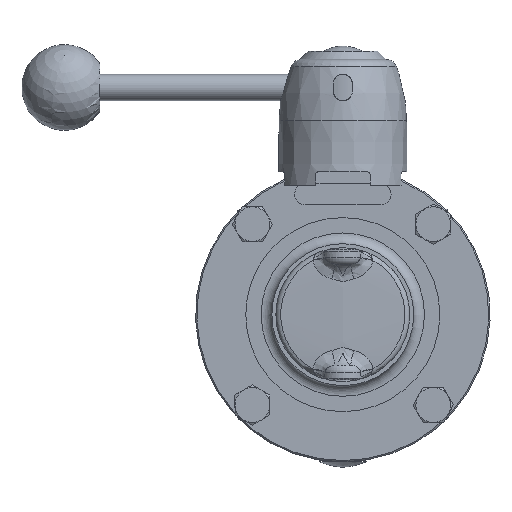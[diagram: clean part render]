
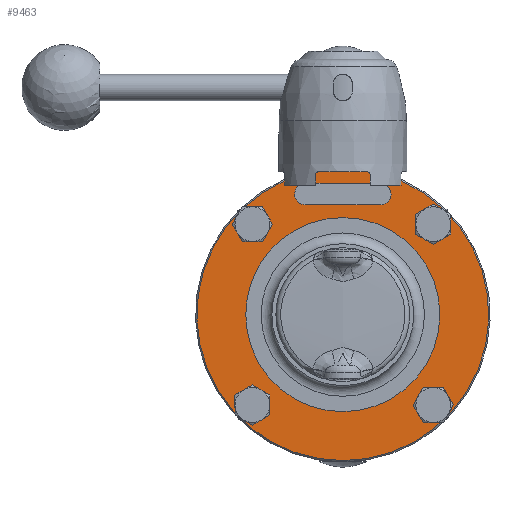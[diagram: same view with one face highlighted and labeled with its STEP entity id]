
A CAD part, left-side view. The second image highlights one B-rep face of the part: STEP entity #9463.
In plain terms, the highlighted planar face has unit normal (-1, 0, 0).
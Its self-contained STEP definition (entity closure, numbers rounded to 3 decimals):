
#84=CARTESIAN_POINT('',(-10.,14.,49.));
#85=VERTEX_POINT('',#84);
#92=CARTESIAN_POINT('',(-10.,14.,41.));
#93=VERTEX_POINT('',#92);
#94=CARTESIAN_POINT('',(-10.0,14.,45.));
#95=DIRECTION('',(1.0,0.0,0.0));
#96=DIRECTION('',(0.0,0.0,1.0));
#97=AXIS2_PLACEMENT_3D('',#94,#95,#96);
#98=CIRCLE('',#97,4.);
#99=EDGE_CURVE('',#93,#85,#98,.T.);
#132=CARTESIAN_POINT('',(-10.,-14.,41.));
#133=VERTEX_POINT('',#132);
#134=CARTESIAN_POINT('',(-10.0,-14.,41.));
#135=DIRECTION('',(0.0,1.0,0.0));
#136=VECTOR('',#135,28.);
#137=LINE('',#134,#136);
#138=EDGE_CURVE('',#133,#93,#137,.T.);
#181=CARTESIAN_POINT('',(-10.,-14.,49.));
#182=VERTEX_POINT('',#181);
#183=CARTESIAN_POINT('',(-10.0,-14.,45.));
#184=DIRECTION('',(1.0,0.0,0.0));
#185=DIRECTION('',(0.0,0.0,-1.0));
#186=AXIS2_PLACEMENT_3D('',#183,#184,#185);
#187=CIRCLE('',#186,4.);
#188=EDGE_CURVE('',#182,#133,#187,.T.);
#1161=CARTESIAN_POINT('',(-10.,30.95,38.721));
#1162=VERTEX_POINT('',#1161);
#1163=CARTESIAN_POINT('',(-10.,33.764,33.764));
#1164=DIRECTION('',(1.0,0.,0.));
#1165=DIRECTION('',(0.,-0.494,0.87));
#1166=AXIS2_PLACEMENT_3D('',#1163,#1164,#1165);
#1167=CIRCLE('',#1166,5.7);
#1168=EDGE_CURVE('',#1162,#1162,#1167,.T.);
#2039=CARTESIAN_POINT('',(-10.,38.721,-30.95));
#2040=VERTEX_POINT('',#2039);
#2041=CARTESIAN_POINT('',(-10.,33.764,-33.764));
#2042=DIRECTION('',(1.0,0.,0.));
#2043=DIRECTION('',(0.,0.87,0.494));
#2044=AXIS2_PLACEMENT_3D('',#2041,#2042,#2043);
#2045=CIRCLE('',#2044,5.7);
#2046=EDGE_CURVE('',#2040,#2040,#2045,.T.);
#2917=CARTESIAN_POINT('',(-10.,-30.95,-38.721));
#2918=VERTEX_POINT('',#2917);
#2919=CARTESIAN_POINT('',(-10.,-33.764,-33.764));
#2920=DIRECTION('',(1.0,0.,0.));
#2921=DIRECTION('',(0.,0.494,-0.87));
#2922=AXIS2_PLACEMENT_3D('',#2919,#2920,#2921);
#2923=CIRCLE('',#2922,5.7);
#2924=EDGE_CURVE('',#2918,#2918,#2923,.T.);
#3795=CARTESIAN_POINT('',(-10.,-38.721,30.95));
#3796=VERTEX_POINT('',#3795);
#3797=CARTESIAN_POINT('',(-10.,-33.764,33.764));
#3798=DIRECTION('',(1.,0.,0.));
#3799=DIRECTION('',(0.,-0.87,-0.494));
#3800=AXIS2_PLACEMENT_3D('',#3797,#3798,#3799);
#3801=CIRCLE('',#3800,5.7);
#3802=EDGE_CURVE('',#3796,#3796,#3801,.T.);
#8233=CARTESIAN_POINT('',(-10.,-36.25,0.));
#8234=VERTEX_POINT('',#8233);
#8235=CARTESIAN_POINT('',(-10.,0.0,0.0));
#8236=DIRECTION('',(-1.0,0.0,0.0));
#8237=DIRECTION('',(0.0,-1.0,0.0));
#8238=AXIS2_PLACEMENT_3D('',#8235,#8236,#8237);
#8239=CIRCLE('',#8238,36.25);
#8240=EDGE_CURVE('',#8234,#8234,#8239,.T.);
#8919=CARTESIAN_POINT('',(-10.0,14.,49.));
#8920=DIRECTION('',(0.0,-1.0,0.0));
#8921=VECTOR('',#8920,28.);
#8922=LINE('',#8919,#8921);
#8923=EDGE_CURVE('',#85,#182,#8922,.T.);
#9318=CARTESIAN_POINT('',(-10.0,12.426,53.065));
#9319=VERTEX_POINT('',#9318);
#9327=CARTESIAN_POINT('',(-10.0,-12.426,53.065));
#9328=VERTEX_POINT('',#9327);
#9329=CARTESIAN_POINT('',(-10.0,0.0,0.0));
#9330=DIRECTION('',(1.0,0.0,0.0));
#9331=DIRECTION('',(0.0,1.0,0.0));
#9332=AXIS2_PLACEMENT_3D('',#9329,#9330,#9331);
#9333=CIRCLE('',#9332,54.5);
#9334=EDGE_CURVE('',#9319,#9328,#9333,.T.);
#9352=CARTESIAN_POINT('',(-10.0,13.109,52.9));
#9353=VERTEX_POINT('',#9352);
#9374=CARTESIAN_POINT('',(-10.0,-13.109,52.9));
#9375=VERTEX_POINT('',#9374);
#9395=CARTESIAN_POINT('',(-10.0,0.0,0.0));
#9396=DIRECTION('',(1.0,0.0,0.0));
#9397=DIRECTION('',(0.0,1.0,0.0));
#9398=AXIS2_PLACEMENT_3D('',#9395,#9396,#9397);
#9399=CIRCLE('',#9398,54.5);
#9400=EDGE_CURVE('',#9375,#9353,#9399,.T.);
#9405=CARTESIAN_POINT('',(-10.0,-45.625,0.));
#9406=DIRECTION('',(-1.0,0.0,0.0));
#9407=DIRECTION('',(0.0,0.0,-1.0));
#9408=AXIS2_PLACEMENT_3D('',#9405,#9406,#9407);
#9409=PLANE('',#9408);
#9410=CARTESIAN_POINT('',(-10.,12.426,52.9));
#9411=VERTEX_POINT('',#9410);
#9412=CARTESIAN_POINT('',(-10.,12.426,53.065));
#9413=DIRECTION('',(0.0,0.0,-1.0));
#9414=VECTOR('',#9413,0.165);
#9415=LINE('',#9412,#9414);
#9416=EDGE_CURVE('',#9319,#9411,#9415,.T.);
#9417=ORIENTED_EDGE('',*,*,#9416,.T.);
#9418=CARTESIAN_POINT('',(-10.,12.426,52.9));
#9419=DIRECTION('',(0.0,1.0,0.0));
#9420=VECTOR('',#9419,0.683);
#9421=LINE('',#9418,#9420);
#9422=EDGE_CURVE('',#9411,#9353,#9421,.T.);
#9423=ORIENTED_EDGE('',*,*,#9422,.T.);
#9424=ORIENTED_EDGE('',*,*,#9400,.F.);
#9425=CARTESIAN_POINT('',(-10.,-12.426,52.9));
#9426=VERTEX_POINT('',#9425);
#9427=CARTESIAN_POINT('',(-10.,-13.109,52.9));
#9428=DIRECTION('',(0.0,1.0,0.0));
#9429=VECTOR('',#9428,0.683);
#9430=LINE('',#9427,#9429);
#9431=EDGE_CURVE('',#9375,#9426,#9430,.T.);
#9432=ORIENTED_EDGE('',*,*,#9431,.T.);
#9433=CARTESIAN_POINT('',(-10.,-12.426,52.9));
#9434=DIRECTION('',(0.0,0.0,1.0));
#9435=VECTOR('',#9434,0.165);
#9436=LINE('',#9433,#9435);
#9437=EDGE_CURVE('',#9426,#9328,#9436,.T.);
#9438=ORIENTED_EDGE('',*,*,#9437,.T.);
#9439=ORIENTED_EDGE('',*,*,#9334,.F.);
#9440=EDGE_LOOP('',(#9417,#9423,#9424,#9432,#9438,#9439));
#9441=FACE_OUTER_BOUND('',#9440,.T.);
#9442=ORIENTED_EDGE('',*,*,#8240,.F.);
#9443=EDGE_LOOP('',(#9442));
#9444=FACE_BOUND('',#9443,.T.);
#9445=ORIENTED_EDGE('',*,*,#3802,.T.);
#9446=EDGE_LOOP('',(#9445));
#9447=FACE_BOUND('',#9446,.T.);
#9448=ORIENTED_EDGE('',*,*,#2924,.T.);
#9449=EDGE_LOOP('',(#9448));
#9450=FACE_BOUND('',#9449,.T.);
#9451=ORIENTED_EDGE('',*,*,#2046,.T.);
#9452=EDGE_LOOP('',(#9451));
#9453=FACE_BOUND('',#9452,.T.);
#9454=ORIENTED_EDGE('',*,*,#1168,.T.);
#9455=EDGE_LOOP('',(#9454));
#9456=FACE_BOUND('',#9455,.T.);
#9457=ORIENTED_EDGE('',*,*,#99,.T.);
#9458=ORIENTED_EDGE('',*,*,#8923,.T.);
#9459=ORIENTED_EDGE('',*,*,#188,.T.);
#9460=ORIENTED_EDGE('',*,*,#138,.T.);
#9461=EDGE_LOOP('',(#9457,#9458,#9459,#9460));
#9462=FACE_BOUND('',#9461,.T.);
#9463=ADVANCED_FACE('',(#9441,#9444,#9447,#9450,#9453,#9456,#9462),#9409,.T.);
